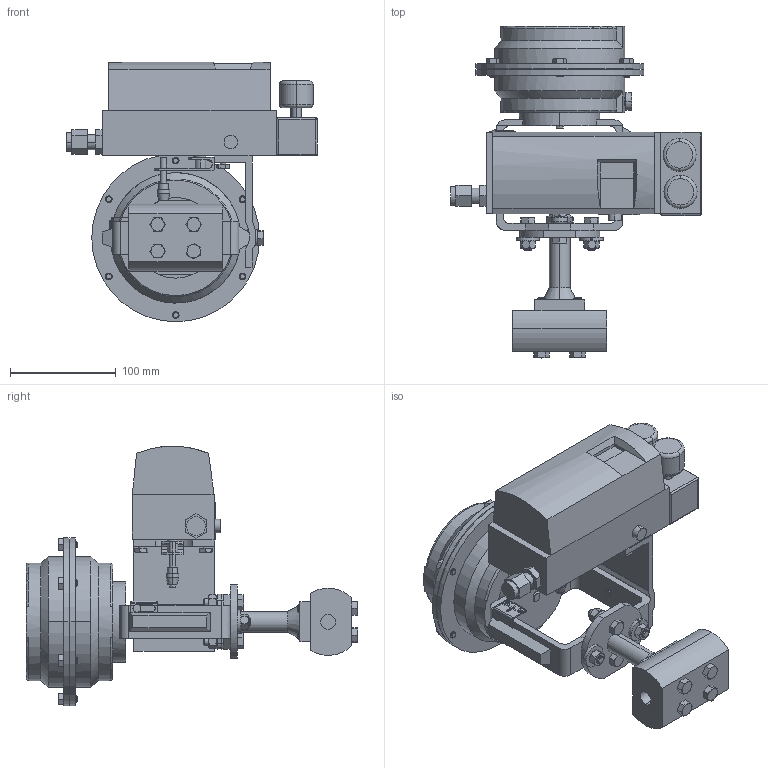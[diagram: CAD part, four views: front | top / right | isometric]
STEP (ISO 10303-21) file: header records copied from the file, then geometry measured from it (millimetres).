
FILE_DESCRIPTION (( 'STEP AP203' ), '1' );
FILE_NAME ('708SP-025-CB+HC+SB-SW-14M-16IQ.STEP', '2017-09-14T12:05:43', ( '' ), ( '' ), 'SwSTEP 2.0', 'SolidWorks 2014', '' );
FILE_SCHEMA (( 'CONFIG_CONTROL_DESIGN' ));
Length unit declared in the file: inch
Products named in the file (1): 708SP-025-CB+HC+SB-SW-14M-16IQ
Bounding box: 236.54 x 313.87 x 245.46 mm (x, y, z)
Volume: 2686863.7 mm3; surface area: 256435.2 mm2
Topology: 1 solids, 1 shells, 863 faces, 2086 edges, 1301 vertices
Faces by surface type: plane 408, cone 183, cylinder 182, bspline 62, torus 26, sphere 2
Entity records: 32702 total; most frequent: CARTESIAN_POINT 13124, ORIENTED_EDGE 4164, DIRECTION 3820, EDGE_CURVE 2082, AXIS2_PLACEMENT_3D 1396, VERTEX_POINT 1301, VECTOR 1028, LINE 1028
